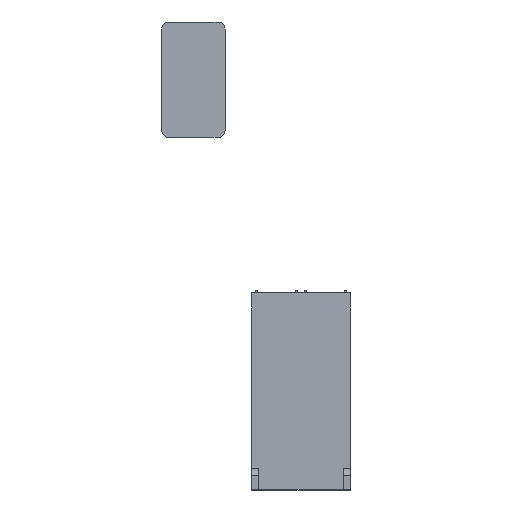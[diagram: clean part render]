
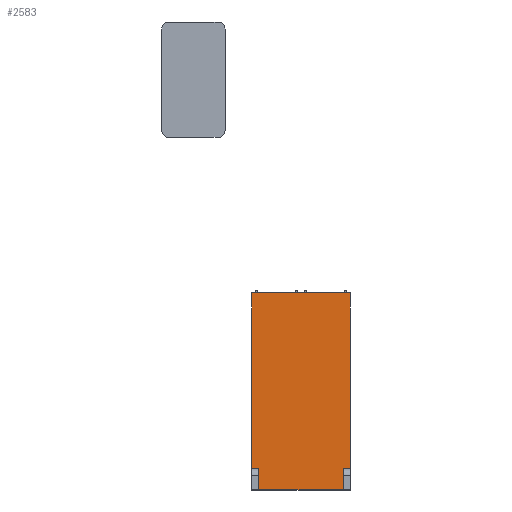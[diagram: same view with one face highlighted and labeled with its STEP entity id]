
A CAD part, front view. The second image highlights one B-rep face of the part: STEP entity #2583.
In plain terms, the highlighted face is planar.
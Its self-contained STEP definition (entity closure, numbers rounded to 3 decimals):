
#204=PLANE('',#2918);
#337=FACE_OUTER_BOUND('',#496,.T.);
#496=EDGE_LOOP('',(#2168,#2169,#2170,#2171,#2172,#2173,#2174,#2175));
#695=LINE('',#4085,#995);
#699=LINE('',#4092,#999);
#703=LINE('',#4101,#1003);
#706=LINE('',#4107,#1006);
#727=LINE('',#4151,#1027);
#729=LINE('',#4155,#1029);
#730=LINE('',#4156,#1030);
#731=LINE('',#4157,#1031);
#995=VECTOR('',#3366,10.);
#999=VECTOR('',#3372,10.);
#1003=VECTOR('',#3378,10.);
#1006=VECTOR('',#3383,10.);
#1027=VECTOR('',#3410,10.);
#1029=VECTOR('',#3414,10.);
#1030=VECTOR('',#3415,10.);
#1031=VECTOR('',#3416,10.);
#1325=VERTEX_POINT('',#4082);
#1326=VERTEX_POINT('',#4084);
#1328=VERTEX_POINT('',#4090);
#1330=VERTEX_POINT('',#4095);
#1332=VERTEX_POINT('',#4099);
#1334=VERTEX_POINT('',#4105);
#1354=VERTEX_POINT('',#4150);
#1355=VERTEX_POINT('',#4154);
#1610=EDGE_CURVE('',#1326,#1325,#695,.T.);
#1614=EDGE_CURVE('',#1325,#1328,#699,.T.);
#1618=EDGE_CURVE('',#1330,#1332,#703,.T.);
#1621=EDGE_CURVE('',#1332,#1334,#706,.T.);
#1643=EDGE_CURVE('',#1354,#1330,#727,.T.);
#1645=EDGE_CURVE('',#1328,#1355,#729,.T.);
#1646=EDGE_CURVE('',#1355,#1354,#730,.T.);
#1647=EDGE_CURVE('',#1334,#1326,#731,.T.);
#2168=ORIENTED_EDGE('',*,*,#1610,.T.);
#2169=ORIENTED_EDGE('',*,*,#1614,.T.);
#2170=ORIENTED_EDGE('',*,*,#1645,.T.);
#2171=ORIENTED_EDGE('',*,*,#1646,.T.);
#2172=ORIENTED_EDGE('',*,*,#1643,.T.);
#2173=ORIENTED_EDGE('',*,*,#1618,.T.);
#2174=ORIENTED_EDGE('',*,*,#1621,.T.);
#2175=ORIENTED_EDGE('',*,*,#1647,.T.);
#2583=ADVANCED_FACE('',(#337),#204,.T.);
#2918=AXIS2_PLACEMENT_3D('',#4153,#3412,#3413);
#3366=DIRECTION('',(0.,1.,0.));
#3372=DIRECTION('',(-1.,0.,0.));
#3378=DIRECTION('',(-1.,0.,0.));
#3383=DIRECTION('',(0.,-1.,0.));
#3410=DIRECTION('',(0.,-1.,0.));
#3412=DIRECTION('center_axis',(0.,0.,-1.));
#3413=DIRECTION('ref_axis',(-1.,0.,0.));
#3414=DIRECTION('',(0.,1.,0.));
#3415=DIRECTION('',(1.,0.,0.));
#3416=DIRECTION('',(-1.,0.,0.));
#4082=CARTESIAN_POINT('',(-22.702,-46.828,-3.));
#4084=CARTESIAN_POINT('',(-22.702,-61.828,-3.));
#4085=CARTESIAN_POINT('',(-22.702,-36.828,-3.));
#4090=CARTESIAN_POINT('',(-27.702,-46.828,-3.));
#4092=CARTESIAN_POINT('',(-10.202,-46.828,-3.));
#4095=CARTESIAN_POINT('',(42.298,-46.828,-3.));
#4099=CARTESIAN_POINT('',(37.305,-46.828,-3.));
#4101=CARTESIAN_POINT('',(22.302,-46.828,-3.));
#4105=CARTESIAN_POINT('',(37.305,-61.828,-3.));
#4107=CARTESIAN_POINT('',(37.305,-44.328,-3.));
#4150=CARTESIAN_POINT('',(42.298,78.172,-3.));
#4151=CARTESIAN_POINT('',(42.298,8.172,-3.));
#4153=CARTESIAN_POINT('Origin',(7.298,-26.828,-3.));
#4154=CARTESIAN_POINT('',(-27.702,78.172,-3.));
#4155=CARTESIAN_POINT('',(-27.702,8.172,-3.));
#4156=CARTESIAN_POINT('',(42.298,78.172,-3.));
#4157=CARTESIAN_POINT('',(-27.702,-61.828,-3.));
